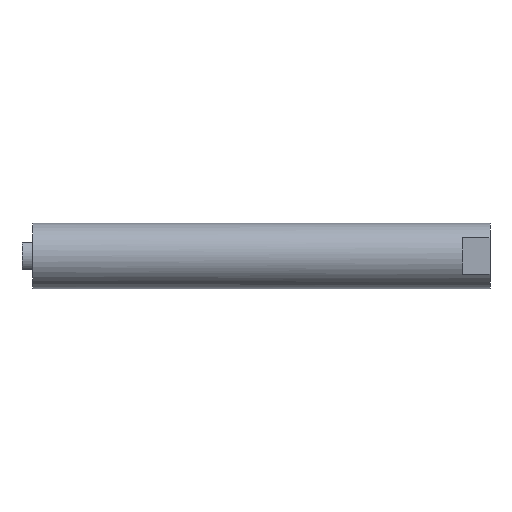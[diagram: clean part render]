
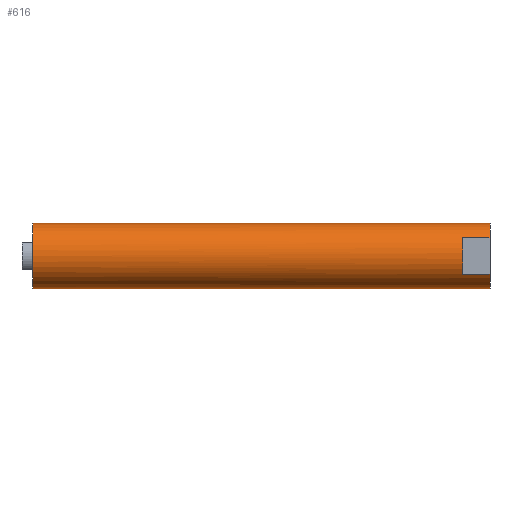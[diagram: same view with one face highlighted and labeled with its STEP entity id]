
A CAD part, left-side view. The second image highlights one B-rep face of the part: STEP entity #616.
In plain terms, the highlighted cylindrical face has radius 6 mm (diameter 12 mm), a partial arc.
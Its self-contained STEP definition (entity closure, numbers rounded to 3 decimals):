
#23 = EDGE_CURVE ( 'NONE', #513, #566, #715, .T. ) ;
#27 = EDGE_CURVE ( 'NONE', #555, #502, #682, .T. ) ;
#48 = EDGE_CURVE ( 'NONE', #540, #527, #688, .T. ) ;
#49 = EDGE_CURVE ( 'NONE', #540, #552, #690, .T. ) ;
#53 = EDGE_CURVE ( 'NONE', #553, #502, #767, .T. ) ;
#57 = EDGE_CURVE ( 'NONE', #513, #555, #659, .T. ) ;
#59 = EDGE_CURVE ( 'NONE', #527, #553, #637, .T. ) ;
#76 = EDGE_CURVE ( 'NONE', #566, #552, #473, .T. ) ;
#80 = AXIS2_PLACEMENT_3D ( 'NONE', #437, #447, #445 ) ;
#87 = AXIS2_PLACEMENT_3D ( 'NONE', #414, #413, #407 ) ;
#93 = AXIS2_PLACEMENT_3D ( 'NONE', #598, #705, #704 ) ;
#108 = AXIS2_PLACEMENT_3D ( 'NONE', #903, #902, #901 ) ;
#110 = AXIS2_PLACEMENT_3D ( 'NONE', #452, #449, #446 ) ;
#113 = DIRECTION ( 'NONE',  ( 0., -1., 0. ) ) ;
#127 = CARTESIAN_POINT ( 'NONE',  ( -5., 5., 3.317 ) ) ;
#146 = CYLINDRICAL_SURFACE ( 'NONE', #87, 6. ) ;
#149 = FACE_OUTER_BOUND ( 'NONE', #653, .T. ) ;
#205 = CARTESIAN_POINT ( 'NONE',  ( 0., 0., 6. ) ) ;
#211 = DIRECTION ( 'NONE',  ( 0., -1., 0. ) ) ;
#242 = ORIENTED_EDGE ( 'NONE', *, *, #53, .F. ) ;
#243 = ORIENTED_EDGE ( 'NONE', *, *, #48, .F. ) ;
#244 = ORIENTED_EDGE ( 'NONE', *, *, #59, .F. ) ;
#245 = ORIENTED_EDGE ( 'NONE', *, *, #27, .T. ) ;
#246 = ORIENTED_EDGE ( 'NONE', *, *, #57, .T. ) ;
#247 = ORIENTED_EDGE ( 'NONE', *, *, #23, .F. ) ;
#296 = VECTOR ( 'NONE', #904, 1000. ) ;
#312 = ORIENTED_EDGE ( 'NONE', *, *, #76, .F. ) ;
#407 = DIRECTION ( 'NONE',  ( 0., 0., -1. ) ) ;
#413 = DIRECTION ( 'NONE',  ( 0., -1., 0. ) ) ;
#414 = CARTESIAN_POINT ( 'NONE',  ( 0., 0., 0. ) ) ;
#437 = CARTESIAN_POINT ( 'NONE',  ( 0., 5., 0. ) ) ;
#445 = DIRECTION ( 'NONE',  ( 0., 0., -1. ) ) ;
#446 = DIRECTION ( 'NONE',  ( 0., 0., -1. ) ) ;
#447 = DIRECTION ( 'NONE',  ( 0., -1., 0. ) ) ;
#449 = DIRECTION ( 'NONE',  ( 0., -1., 0. ) ) ;
#452 = CARTESIAN_POINT ( 'NONE',  ( 0., 0., 0. ) ) ;
#459 = ORIENTED_EDGE ( 'NONE', *, *, #49, .T. ) ;
#473 = CIRCLE ( 'NONE', #93, 6. ) ;
#502 = VERTEX_POINT ( 'NONE', #697 ) ;
#513 = VERTEX_POINT ( 'NONE', #693 ) ;
#527 = VERTEX_POINT ( 'NONE', #852 ) ;
#540 = VERTEX_POINT ( 'NONE', #843 ) ;
#552 = VERTEX_POINT ( 'NONE', #586 ) ;
#553 = VERTEX_POINT ( 'NONE', #596 ) ;
#555 = VERTEX_POINT ( 'NONE', #592 ) ;
#566 = VERTEX_POINT ( 'NONE', #589 ) ;
#570 = VECTOR ( 'NONE', #951, 1000. ) ;
#586 = CARTESIAN_POINT ( 'NONE',  ( -5., 0., 3.317 ) ) ;
#589 = CARTESIAN_POINT ( 'NONE',  ( 0., 0., 6. ) ) ;
#592 = CARTESIAN_POINT ( 'NONE',  ( 0., 84., -6. ) ) ;
#596 = CARTESIAN_POINT ( 'NONE',  ( -5., 0., -3.317 ) ) ;
#598 = CARTESIAN_POINT ( 'NONE',  ( 0., 0., 0. ) ) ;
#616 = ADVANCED_FACE ( 'NONE', ( #149 ), #146, .T. ) ;
#637 = LINE ( 'NONE', #892, #296 ) ;
#653 = EDGE_LOOP ( 'NONE', ( #247, #246, #245, #242, #244, #243, #459, #312 ) ) ;
#659 = CIRCLE ( 'NONE', #108, 6. ) ;
#682 = LINE ( 'NONE', #947, #570 ) ;
#688 = CIRCLE ( 'NONE', #80, 6. ) ;
#690 = LINE ( 'NONE', #127, #756 ) ;
#693 = CARTESIAN_POINT ( 'NONE',  ( 0., 84., 6. ) ) ;
#697 = CARTESIAN_POINT ( 'NONE',  ( 0., 0., -6. ) ) ;
#704 = DIRECTION ( 'NONE',  ( 0., 0., -1. ) ) ;
#705 = DIRECTION ( 'NONE',  ( 0., -1., 0. ) ) ;
#712 = VECTOR ( 'NONE', #211, 1000. ) ;
#715 = LINE ( 'NONE', #205, #712 ) ;
#756 = VECTOR ( 'NONE', #113, 1000. ) ;
#767 = CIRCLE ( 'NONE', #110, 6. ) ;
#843 = CARTESIAN_POINT ( 'NONE',  ( -5., 5., 3.317 ) ) ;
#852 = CARTESIAN_POINT ( 'NONE',  ( -5., 5., -3.317 ) ) ;
#892 = CARTESIAN_POINT ( 'NONE',  ( -5., 5., -3.317 ) ) ;
#901 = DIRECTION ( 'NONE',  ( 0., 0., -1. ) ) ;
#902 = DIRECTION ( 'NONE',  ( 0., -1., 0. ) ) ;
#903 = CARTESIAN_POINT ( 'NONE',  ( 0., 84., 0. ) ) ;
#904 = DIRECTION ( 'NONE',  ( 0., -1., 0. ) ) ;
#947 = CARTESIAN_POINT ( 'NONE',  ( 0., 0., -6. ) ) ;
#951 = DIRECTION ( 'NONE',  ( 0., -1., 0. ) ) ;
